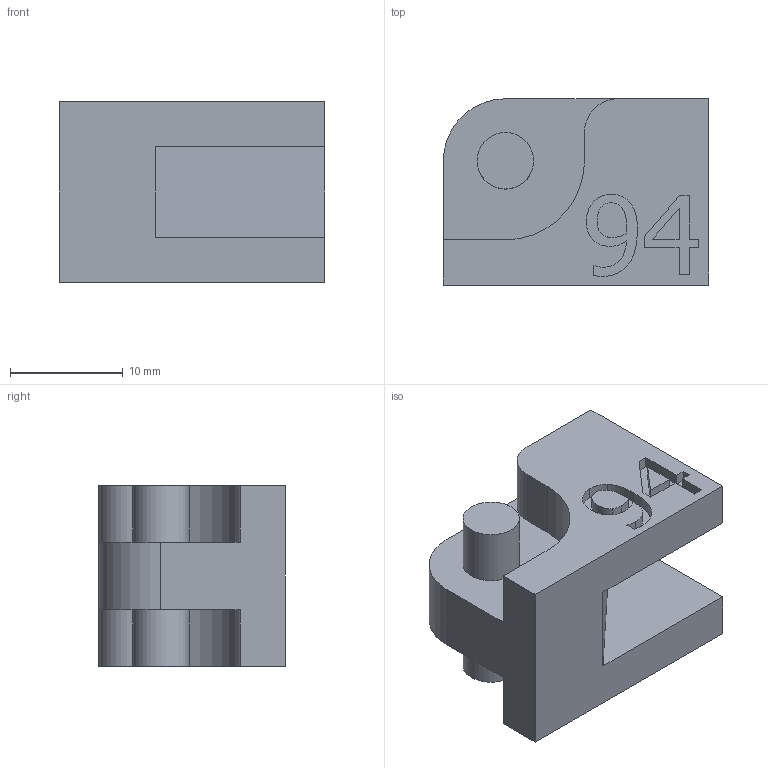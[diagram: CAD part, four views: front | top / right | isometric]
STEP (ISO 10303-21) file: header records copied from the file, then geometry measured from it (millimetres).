
FILE_DESCRIPTION(/* description */ (''),/* implementation_level */ '2;1');
FILE_NAME(/* name */ '1번부품.stp',/* time_stamp */ '2021-09-11T12:06:29+09:00',/* author */ ('서울공업고등학교'),/* organization */ (''),/* preprocessor_version */ 'ST-DEVELOPER v18.1',/* originating_system */ 'Autodesk Inventor 2022',/* authorisation */ '');
FILE_SCHEMA (('AUTOMOTIVE_DESIGN { 1 0 10303 214 3 1 1 }'));
Length unit declared in the file: millimetre
Products named in the file (1): 1번부품
Bounding box: 23.5 x 16.5 x 16 mm (x, y, z)
Volume: 4018 mm3; surface area: 2349.5 mm2
Topology: 1 solids, 1 shells, 63 faces, 165 edges, 110 vertices
Faces by surface type: plane 37, bspline 19, cylinder 7
Full cylindrical faces by diameter (mm): 5 x2
Entity records: 2068 total; most frequent: CARTESIAN_POINT 586, ORIENTED_EDGE 330, DIRECTION 231, EDGE_CURVE 165, LINE 113, VECTOR 113, VERTEX_POINT 110, EDGE_LOOP 69
